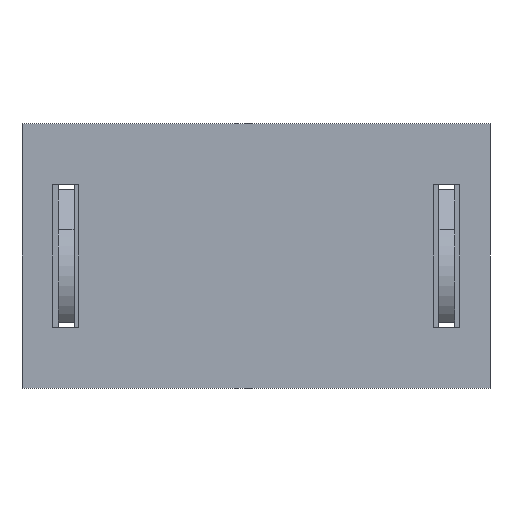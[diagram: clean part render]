
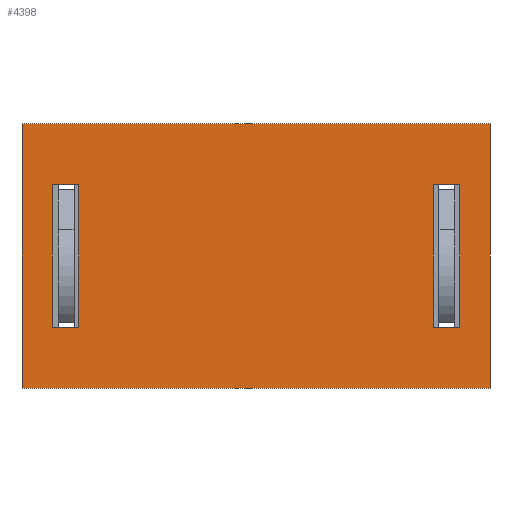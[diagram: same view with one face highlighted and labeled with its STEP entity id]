
A CAD part, front view. The second image highlights one B-rep face of the part: STEP entity #4398.
In plain terms, the highlighted face is planar.
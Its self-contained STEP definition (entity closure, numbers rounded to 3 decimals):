
#4171=DIRECTION('',(0.,-1.,0.));
#4172=VECTOR('',#4171,27.);
#4173=CARTESIAN_POINT('',(65.75,38.5,0.));
#4174=LINE('',#4173,#4172);
#4175=DIRECTION('',(-1.,0.,0.));
#4176=VECTOR('',#4175,5.);
#4177=CARTESIAN_POINT('',(70.75,38.5,0.));
#4178=LINE('',#4177,#4176);
#4179=DIRECTION('',(0.,1.,0.));
#4180=VECTOR('',#4179,27.);
#4181=CARTESIAN_POINT('',(70.75,11.5,0.));
#4182=LINE('',#4181,#4180);
#4183=DIRECTION('',(1.,0.,0.));
#4184=VECTOR('',#4183,5.);
#4185=CARTESIAN_POINT('',(65.75,11.5,0.));
#4186=LINE('',#4185,#4184);
#4187=DIRECTION('',(0.,-1.,0.));
#4188=VECTOR('',#4187,27.);
#4189=CARTESIAN_POINT('',(-6.25,38.5,0.));
#4190=LINE('',#4189,#4188);
#4191=DIRECTION('',(-1.,0.,0.));
#4192=VECTOR('',#4191,5.);
#4193=CARTESIAN_POINT('',(-1.25,38.5,0.));
#4194=LINE('',#4193,#4192);
#4195=DIRECTION('',(0.,1.,0.));
#4196=VECTOR('',#4195,27.);
#4197=CARTESIAN_POINT('',(-1.25,11.5,0.));
#4198=LINE('',#4197,#4196);
#4199=DIRECTION('',(1.,0.,0.));
#4200=VECTOR('',#4199,5.);
#4201=CARTESIAN_POINT('',(-6.25,11.5,0.));
#4202=LINE('',#4201,#4200);
#4203=DIRECTION('',(-1.,0.,0.));
#4204=VECTOR('',#4203,88.5);
#4205=CARTESIAN_POINT('',(76.5,50.,0.));
#4206=LINE('',#4205,#4204);
#4211=DIRECTION('',(0.,1.,0.));
#4212=VECTOR('',#4211,50.);
#4213=CARTESIAN_POINT('',(76.5,0.,0.));
#4214=LINE('',#4213,#4212);
#4219=DIRECTION('',(1.,0.,0.));
#4220=VECTOR('',#4219,88.5);
#4221=CARTESIAN_POINT('',(-12.,0.,0.));
#4222=LINE('',#4221,#4220);
#4227=DIRECTION('',(0.,-1.,0.));
#4228=VECTOR('',#4227,50.);
#4229=CARTESIAN_POINT('',(-12.,50.,0.));
#4230=LINE('',#4229,#4228);
#4315=CARTESIAN_POINT('',(-12.,50.,0.));
#4316=CARTESIAN_POINT('',(-12.,0.,0.));
#4317=VERTEX_POINT('',#4315);
#4318=VERTEX_POINT('',#4316);
#4323=CARTESIAN_POINT('',(76.5,0.,0.));
#4324=CARTESIAN_POINT('',(76.5,50.,0.));
#4325=VERTEX_POINT('',#4323);
#4326=VERTEX_POINT('',#4324);
#4331=CARTESIAN_POINT('',(70.75,38.5,0.));
#4332=CARTESIAN_POINT('',(65.75,38.5,0.));
#4333=VERTEX_POINT('',#4331);
#4334=VERTEX_POINT('',#4332);
#4335=CARTESIAN_POINT('',(70.75,11.5,0.));
#4336=VERTEX_POINT('',#4335);
#4337=CARTESIAN_POINT('',(65.75,11.5,0.));
#4338=VERTEX_POINT('',#4337);
#4347=CARTESIAN_POINT('',(-1.25,38.5,0.));
#4348=CARTESIAN_POINT('',(-6.25,38.5,0.));
#4349=VERTEX_POINT('',#4347);
#4350=VERTEX_POINT('',#4348);
#4351=CARTESIAN_POINT('',(-1.25,11.5,0.));
#4352=VERTEX_POINT('',#4351);
#4353=CARTESIAN_POINT('',(-6.25,11.5,0.));
#4354=VERTEX_POINT('',#4353);
#4363=CARTESIAN_POINT('',(0.,0.,0.));
#4364=DIRECTION('',(0.,0.,1.));
#4365=DIRECTION('',(1.,0.,0.));
#4366=AXIS2_PLACEMENT_3D('',#4363,#4364,#4365);
#4367=PLANE('',#4366);
#4369=ORIENTED_EDGE('',*,*,#4368,.T.);
#4371=ORIENTED_EDGE('',*,*,#4370,.T.);
#4373=ORIENTED_EDGE('',*,*,#4372,.T.);
#4375=ORIENTED_EDGE('',*,*,#4374,.T.);
#4376=EDGE_LOOP('',(#4369,#4371,#4373,#4375));
#4377=FACE_OUTER_BOUND('',#4376,.F.);
#4379=ORIENTED_EDGE('',*,*,#4378,.F.);
#4381=ORIENTED_EDGE('',*,*,#4380,.F.);
#4383=ORIENTED_EDGE('',*,*,#4382,.F.);
#4385=ORIENTED_EDGE('',*,*,#4384,.F.);
#4386=EDGE_LOOP('',(#4379,#4381,#4383,#4385));
#4387=FACE_BOUND('',#4386,.F.);
#4389=ORIENTED_EDGE('',*,*,#4388,.F.);
#4391=ORIENTED_EDGE('',*,*,#4390,.F.);
#4393=ORIENTED_EDGE('',*,*,#4392,.F.);
#4395=ORIENTED_EDGE('',*,*,#4394,.F.);
#4396=EDGE_LOOP('',(#4389,#4391,#4393,#4395));
#4397=FACE_BOUND('',#4396,.F.);
#4398=ADVANCED_FACE('',(#4377,#4387,#4397),#4367,.F.);
#4368=EDGE_CURVE('',#4326,#4317,#4206,.T.);
#4370=EDGE_CURVE('',#4317,#4318,#4230,.T.);
#4372=EDGE_CURVE('',#4318,#4325,#4222,.T.);
#4374=EDGE_CURVE('',#4325,#4326,#4214,.T.);
#4378=EDGE_CURVE('',#4334,#4338,#4174,.T.);
#4380=EDGE_CURVE('',#4333,#4334,#4178,.T.);
#4382=EDGE_CURVE('',#4336,#4333,#4182,.T.);
#4384=EDGE_CURVE('',#4338,#4336,#4186,.T.);
#4388=EDGE_CURVE('',#4350,#4354,#4190,.T.);
#4390=EDGE_CURVE('',#4349,#4350,#4194,.T.);
#4392=EDGE_CURVE('',#4352,#4349,#4198,.T.);
#4394=EDGE_CURVE('',#4354,#4352,#4202,.T.);
